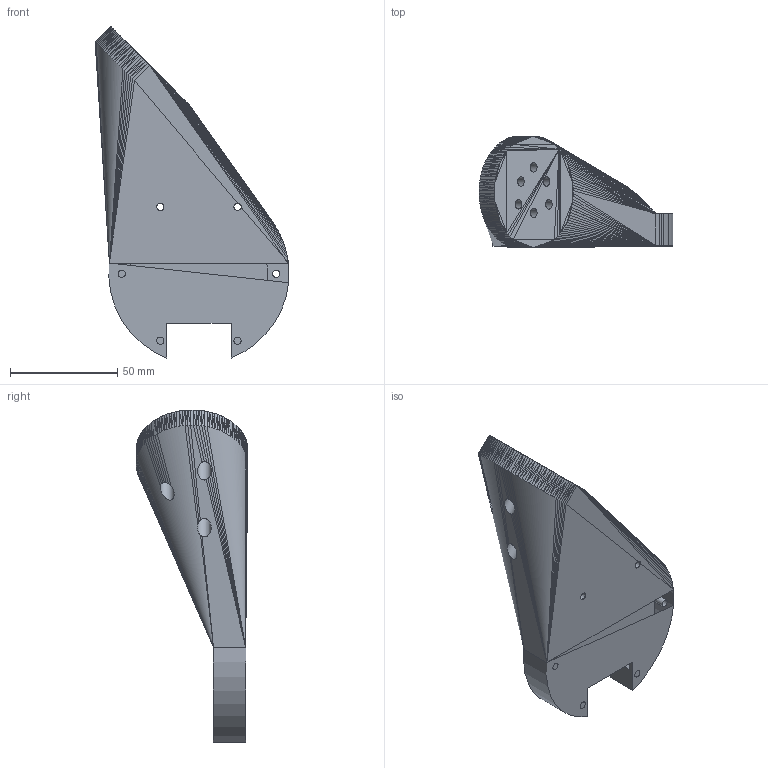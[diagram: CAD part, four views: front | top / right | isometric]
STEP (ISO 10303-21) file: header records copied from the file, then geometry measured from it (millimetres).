
FILE_DESCRIPTION(('FreeCAD Model'),'2;1');
FILE_NAME('Open CASCADE Shape Model','2024-09-09T14:26:48',(''),(''), 'Open CASCADE STEP processor 7.6','FreeCAD','Unknown');
FILE_SCHEMA(('AUTOMOTIVE_DESIGN { 1 0 10303 214 1 1 1 1 }'));
Length unit declared in the file: millimetre
Products named in the file (1): Group009
Bounding box: 90.3 x 52 x 154.68 mm (x, y, z)
Volume: 156249.4 mm3; surface area: 32338.4 mm2
Topology: 3 solids, 3 shells, 498 faces, 937 edges, 446 vertices
Faces by surface type: plane 462, cylinder 36
Full cylindrical faces by diameter (mm): 3.4 x8, 4.4 x6, 6.4 x3
Entity records: 25465 total; most frequent: CARTESIAN_POINT 5786, DIRECTION 3788, LINE 2165, VECTOR 2165, ORIENTED_EDGE 1874, PCURVE 1874, DEFINITIONAL_REPRESENTATION 1874, EDGE_CURVE 937
